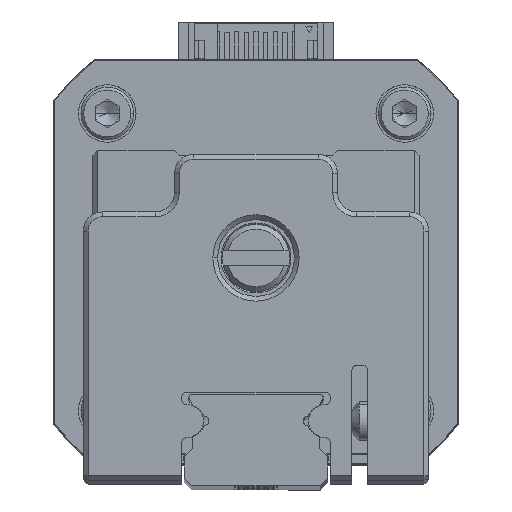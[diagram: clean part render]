
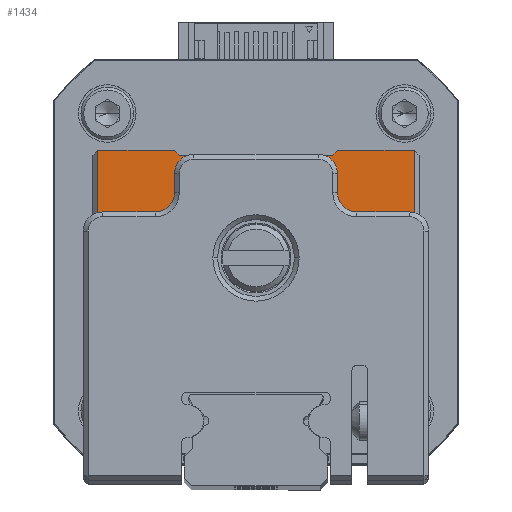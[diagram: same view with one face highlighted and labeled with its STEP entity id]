
A CAD part, top view. The second image highlights one B-rep face of the part: STEP entity #1434.
In plain terms, the highlighted planar face has unit normal (0, 0, 1).
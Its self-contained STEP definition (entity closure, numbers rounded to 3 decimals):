
#611 = CARTESIAN_POINT ( 'NONE',  ( -4.418, -1.375, 113.5 ) ) ;
#665 = CARTESIAN_POINT ( 'NONE',  ( -15.918, -1.375, 113.5 ) ) ;
#995 = VERTEX_POINT ( 'NONE', #48203 ) ;
#1434 = ADVANCED_FACE ( 'NONE', ( #43054, #58080, #16351 ), #51441, .F. ) ;
#1505 = DIRECTION ( 'NONE',  ( -0.707, 0.707, 0. ) ) ;
#1858 = DIRECTION ( 'NONE',  ( 1., 0., 0. ) ) ;
#2008 = CARTESIAN_POINT ( 'NONE',  ( -9.268, 5.885, 113.5 ) ) ;
#2039 = VECTOR ( 'NONE', #62352, 1000. ) ;
#2936 = CARTESIAN_POINT ( 'NONE',  ( 7.232, 5.885, 113.5 ) ) ;
#3124 = CARTESIAN_POINT ( 'NONE',  ( -15.918, 17.375, 113.5 ) ) ;
#4035 = LINE ( 'NONE', #64979, #32370 ) ;
#4188 = ORIENTED_EDGE ( 'NONE', *, *, #15517, .F. ) ;
#4457 = EDGE_CURVE ( 'NONE', #62642, #22323, #35593, .T. ) ;
#5284 = AXIS2_PLACEMENT_3D ( 'NONE', #40805, #10684, #45841 ) ;
#5424 = EDGE_CURVE ( 'NONE', #995, #41784, #48851, .T. ) ;
#5993 = EDGE_CURVE ( 'NONE', #22781, #30563, #11139, .T. ) ;
#6255 = AXIS2_PLACEMENT_3D ( 'NONE', #40410, #10315, #45475 ) ;
#6291 = VECTOR ( 'NONE', #7282, 1000. ) ;
#7282 = DIRECTION ( 'NONE',  ( 1., 0., 0. ) ) ;
#7783 = VERTEX_POINT ( 'NONE', #18865 ) ;
#8433 = ORIENTED_EDGE ( 'NONE', *, *, #42080, .F. ) ;
#8763 = CARTESIAN_POINT ( 'NONE',  ( 6.582, -1.375, 113.5 ) ) ;
#9478 = EDGE_CURVE ( 'NONE', #29674, #7783, #27287, .T. ) ;
#9607 = EDGE_CURVE ( 'NONE', #36780, #7783, #32776, .T. ) ;
#9718 = DIRECTION ( 'NONE',  ( 0., 1., 0. ) ) ;
#10315 = DIRECTION ( 'NONE',  ( 0., 0., 1. ) ) ;
#10684 = DIRECTION ( 'NONE',  ( 0., 0., 1. ) ) ;
#11139 = LINE ( 'NONE', #32203, #63084 ) ;
#11215 = CARTESIAN_POINT ( 'NONE',  ( -15.918, 17.375, 113.5 ) ) ;
#11381 = ORIENTED_EDGE ( 'NONE', *, *, #50175, .T. ) ;
#11788 = AXIS2_PLACEMENT_3D ( 'NONE', #12306, #47476, #17385 ) ;
#12152 = CARTESIAN_POINT ( 'NONE',  ( 9.082, 16.875, 113.5 ) ) ;
#12189 = DIRECTION ( 'NONE',  ( 0., -1., 0. ) ) ;
#12306 = CARTESIAN_POINT ( 'NONE',  ( 9.332, 5.885, 113.5 ) ) ;
#12480 = EDGE_CURVE ( 'NONE', #30563, #54541, #53869, .T. ) ;
#12644 = AXIS2_PLACEMENT_3D ( 'NONE', #28310, #63555, #33391 ) ;
#13076 = CIRCLE ( 'NONE', #6255, 2.1 ) ;
#13702 = EDGE_LOOP ( 'NONE', ( #44947, #57546 ) ) ;
#14355 = VERTEX_POINT ( 'NONE', #2936 ) ;
#14987 = VERTEX_POINT ( 'NONE', #28421 ) ;
#15517 = EDGE_CURVE ( 'NONE', #62642, #30729, #62187, .T. ) ;
#16351 = FACE_OUTER_BOUND ( 'NONE', #49672, .T. ) ;
#16563 = CARTESIAN_POINT ( 'NONE',  ( -6.918, 16.875, 113.5 ) ) ;
#16864 = VECTOR ( 'NONE', #1858, 1000. ) ;
#17385 = DIRECTION ( 'NONE',  ( 1., 0., 0. ) ) ;
#17468 = VECTOR ( 'NONE', #52424, 1000. ) ;
#18761 = VECTOR ( 'NONE', #9718, 1000. ) ;
#18865 = CARTESIAN_POINT ( 'NONE',  ( 17.582, 17.375, 113.5 ) ) ;
#19436 = VECTOR ( 'NONE', #53574, 1000. ) ;
#20101 = CIRCLE ( 'NONE', #61315, 2.1 ) ;
#20767 = CARTESIAN_POINT ( 'NONE',  ( 9.582, 17.375, 113.5 ) ) ;
#21658 = EDGE_CURVE ( 'NONE', #42293, #24781, #20101, .T. ) ;
#22213 = VECTOR ( 'NONE', #1505, 1000. ) ;
#22323 = VERTEX_POINT ( 'NONE', #33149 ) ;
#22781 = VERTEX_POINT ( 'NONE', #48248 ) ;
#23230 = CARTESIAN_POINT ( 'NONE',  ( -6.918, 16.875, 113.5 ) ) ;
#23581 = VECTOR ( 'NONE', #35888, 1000. ) ;
#24066 = ORIENTED_EDGE ( 'NONE', *, *, #5424, .T. ) ;
#24450 = EDGE_CURVE ( 'NONE', #22781, #22323, #4035, .T. ) ;
#24781 = VERTEX_POINT ( 'NONE', #48132 ) ;
#25462 = CARTESIAN_POINT ( 'NONE',  ( -15.418, -1.375, 113.5 ) ) ;
#26384 = DIRECTION ( 'NONE',  ( -1., 0., 0. ) ) ;
#26697 = ORIENTED_EDGE ( 'NONE', *, *, #57778, .F. ) ;
#27287 = LINE ( 'NONE', #32205, #2039 ) ;
#28310 = CARTESIAN_POINT ( 'NONE',  ( 1.082, 5.625, 113.5 ) ) ;
#28421 = CARTESIAN_POINT ( 'NONE',  ( 11.432, 5.885, 113.5 ) ) ;
#29081 = DIRECTION ( 'NONE',  ( 0., 0., 1. ) ) ;
#29674 = VERTEX_POINT ( 'NONE', #48856 ) ;
#30216 = ORIENTED_EDGE ( 'NONE', *, *, #61304, .T. ) ;
#30563 = VERTEX_POINT ( 'NONE', #25462 ) ;
#30729 = VERTEX_POINT ( 'NONE', #62159 ) ;
#31418 = ORIENTED_EDGE ( 'NONE', *, *, #37027, .T. ) ;
#32032 = CARTESIAN_POINT ( 'NONE',  ( -15.918, -1.375, 113.5 ) ) ;
#32203 = CARTESIAN_POINT ( 'NONE',  ( -15.418, 17.375, 113.5 ) ) ;
#32205 = CARTESIAN_POINT ( 'NONE',  ( 17.582, 17.375, 113.5 ) ) ;
#32370 = VECTOR ( 'NONE', #34603, 1000. ) ;
#32385 = LINE ( 'NONE', #12152, #17468 ) ;
#32776 = LINE ( 'NONE', #3124, #19436 ) ;
#33149 = CARTESIAN_POINT ( 'NONE',  ( -7.418, 17.375, 113.5 ) ) ;
#33381 = ORIENTED_EDGE ( 'NONE', *, *, #24450, .F. ) ;
#33391 = DIRECTION ( 'NONE',  ( -1., 0., 0. ) ) ;
#33694 = LINE ( 'NONE', #55283, #18761 ) ;
#34417 = ORIENTED_EDGE ( 'NONE', *, *, #5993, .T. ) ;
#34425 = CARTESIAN_POINT ( 'NONE',  ( 6.582, 5.625, 113.5 ) ) ;
#34603 = DIRECTION ( 'NONE',  ( 1., 0., 0. ) ) ;
#35593 = LINE ( 'NONE', #16563, #22213 ) ;
#35888 = DIRECTION ( 'NONE',  ( 1., 0., 0. ) ) ;
#36780 = VERTEX_POINT ( 'NONE', #20767 ) ;
#37027 = EDGE_CURVE ( 'NONE', #36780, #30729, #32385, .T. ) ;
#40410 = CARTESIAN_POINT ( 'NONE',  ( -7.168, 5.885, 113.5 ) ) ;
#40805 = CARTESIAN_POINT ( 'NONE',  ( 9.332, 5.885, 113.5 ) ) ;
#41784 = VERTEX_POINT ( 'NONE', #53424 ) ;
#42080 = EDGE_CURVE ( 'NONE', #14987, #14355, #61101, .T. ) ;
#42293 = VERTEX_POINT ( 'NONE', #2008 ) ;
#43054 = FACE_BOUND ( 'NONE', #44792, .T. ) ;
#43917 = ORIENTED_EDGE ( 'NONE', *, *, #9478, .T. ) ;
#44453 = ORIENTED_EDGE ( 'NONE', *, *, #4457, .T. ) ;
#44792 = EDGE_LOOP ( 'NONE', ( #8433, #26697 ) ) ;
#44947 = ORIENTED_EDGE ( 'NONE', *, *, #57544, .F. ) ;
#45475 = DIRECTION ( 'NONE',  ( 1., 0., 0. ) ) ;
#45841 = DIRECTION ( 'NONE',  ( 1., 0., 0. ) ) ;
#47476 = DIRECTION ( 'NONE',  ( 0., 0., 1. ) ) ;
#47960 = ORIENTED_EDGE ( 'NONE', *, *, #9607, .F. ) ;
#48105 = EDGE_CURVE ( 'NONE', #59243, #29674, #62147, .T. ) ;
#48132 = CARTESIAN_POINT ( 'NONE',  ( -5.068, 5.885, 113.5 ) ) ;
#48203 = CARTESIAN_POINT ( 'NONE',  ( -4.418, 5.625, 113.5 ) ) ;
#48248 = CARTESIAN_POINT ( 'NONE',  ( -15.418, 17.375, 113.5 ) ) ;
#48333 = VECTOR ( 'NONE', #49378, 1000. ) ;
#48851 = CIRCLE ( 'NONE', #12644, 5.5 ) ;
#48856 = CARTESIAN_POINT ( 'NONE',  ( 17.582, -1.375, 113.5 ) ) ;
#49378 = DIRECTION ( 'NONE',  ( 0., -1., 0. ) ) ;
#49672 = EDGE_LOOP ( 'NONE', ( #4188, #44453, #33381, #34417, #65345, #11381, #24066, #30216, #54478, #43917, #47960, #31418 ) ) ;
#50175 = EDGE_CURVE ( 'NONE', #54541, #995, #33694, .T. ) ;
#51161 = AXIS2_PLACEMENT_3D ( 'NONE', #11215, #56541, #26384 ) ;
#51441 = PLANE ( 'NONE',  #51161 ) ;
#52424 = DIRECTION ( 'NONE',  ( -0.707, -0.707, 0. ) ) ;
#53424 = CARTESIAN_POINT ( 'NONE',  ( 6.582, 5.625, 113.5 ) ) ;
#53574 = DIRECTION ( 'NONE',  ( 1., 0., 0. ) ) ;
#53869 = LINE ( 'NONE', #32032, #16864 ) ;
#54478 = ORIENTED_EDGE ( 'NONE', *, *, #48105, .T. ) ;
#54541 = VERTEX_POINT ( 'NONE', #611 ) ;
#55283 = CARTESIAN_POINT ( 'NONE',  ( -4.418, -1.875, 113.5 ) ) ;
#55576 = CIRCLE ( 'NONE', #11788, 2.1 ) ;
#56541 = DIRECTION ( 'NONE',  ( 0., 0., -1. ) ) ;
#57489 = CARTESIAN_POINT ( 'NONE',  ( -6.918, 16.875, 113.5 ) ) ;
#57544 = EDGE_CURVE ( 'NONE', #24781, #42293, #13076, .T. ) ;
#57546 = ORIENTED_EDGE ( 'NONE', *, *, #21658, .F. ) ;
#57778 = EDGE_CURVE ( 'NONE', #14355, #14987, #55576, .T. ) ;
#58080 = FACE_BOUND ( 'NONE', #13702, .T. ) ;
#59243 = VERTEX_POINT ( 'NONE', #8763 ) ;
#59262 = CARTESIAN_POINT ( 'NONE',  ( -7.168, 5.885, 113.5 ) ) ;
#61101 = CIRCLE ( 'NONE', #5284, 2.1 ) ;
#61304 = EDGE_CURVE ( 'NONE', #41784, #59243, #63319, .T. ) ;
#61315 = AXIS2_PLACEMENT_3D ( 'NONE', #59262, #29081, #64334 ) ;
#62147 = LINE ( 'NONE', #665, #23581 ) ;
#62159 = CARTESIAN_POINT ( 'NONE',  ( 9.082, 16.875, 113.5 ) ) ;
#62187 = LINE ( 'NONE', #57489, #6291 ) ;
#62352 = DIRECTION ( 'NONE',  ( 0., 1., 0. ) ) ;
#62642 = VERTEX_POINT ( 'NONE', #23230 ) ;
#63084 = VECTOR ( 'NONE', #12189, 1000. ) ;
#63319 = LINE ( 'NONE', #34425, #48333 ) ;
#63555 = DIRECTION ( 'NONE',  ( 0., 0., -1. ) ) ;
#64334 = DIRECTION ( 'NONE',  ( 1., 0., 0. ) ) ;
#64979 = CARTESIAN_POINT ( 'NONE',  ( -15.918, 17.375, 113.5 ) ) ;
#65345 = ORIENTED_EDGE ( 'NONE', *, *, #12480, .T. ) ;
